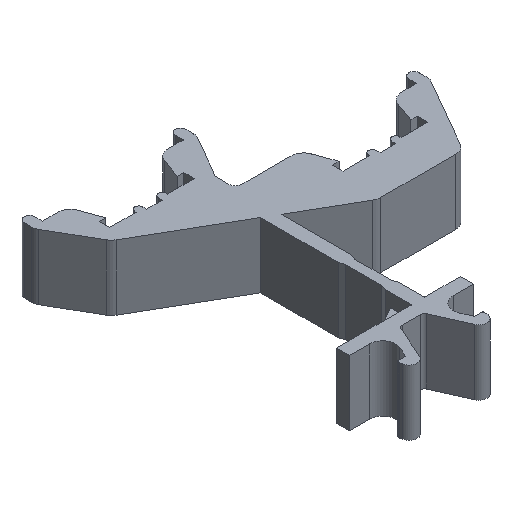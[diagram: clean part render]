
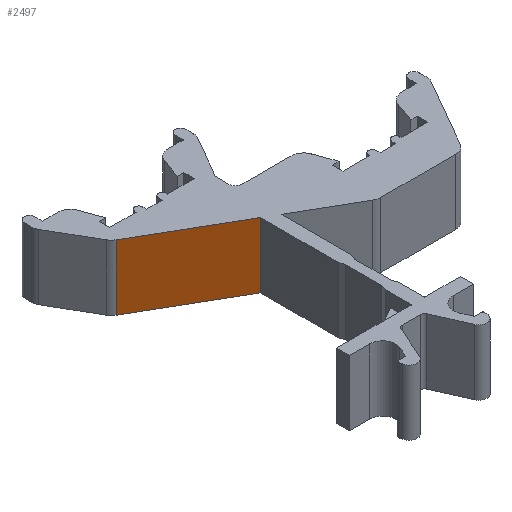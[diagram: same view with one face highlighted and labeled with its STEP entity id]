
A CAD part, isometric view. The second image highlights one B-rep face of the part: STEP entity #2497.
In plain terms, the highlighted planar face has unit normal (-0.5, -0.866, 0).
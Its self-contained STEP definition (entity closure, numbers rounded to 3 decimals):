
#509=DIRECTION('',(0.866,-0.5,0.));
#510=VECTOR('',#509,8.108);
#511=CARTESIAN_POINT('',(-6.022,7.332,2.5));
#512=LINE('',#511,#510);
#513=DIRECTION('',(0.866,-0.5,0.));
#514=VECTOR('',#513,8.108);
#515=CARTESIAN_POINT('',(-6.022,7.332,-2.5));
#516=LINE('',#515,#514);
#517=DIRECTION('',(0.,0.,1.));
#518=VECTOR('',#517,5.);
#519=CARTESIAN_POINT('',(-6.022,7.332,-2.5));
#520=LINE('',#519,#518);
#529=DIRECTION('',(0.,0.,1.));
#530=VECTOR('',#529,5.);
#531=CARTESIAN_POINT('',(1.,3.278,-2.5));
#532=LINE('',#531,#530);
#1471=CARTESIAN_POINT('',(-6.022,7.332,2.5));
#1472=VERTEX_POINT('',#1471);
#1473=CARTESIAN_POINT('',(-6.022,7.332,-2.5));
#1474=VERTEX_POINT('',#1473);
#1475=CARTESIAN_POINT('',(1.,3.278,2.5));
#1476=VERTEX_POINT('',#1475);
#1477=CARTESIAN_POINT('',(1.,3.278,-2.5));
#1478=VERTEX_POINT('',#1477);
#2484=CARTESIAN_POINT('',(-6.022,7.332,-3.));
#2485=DIRECTION('',(-0.5,-0.866,0.));
#2486=DIRECTION('',(0.866,-0.5,0.));
#2487=AXIS2_PLACEMENT_3D('',#2484,#2485,#2486);
#2488=PLANE('',#2487);
#2489=ORIENTED_EDGE('',*,*,#1873,.T.);
#2491=ORIENTED_EDGE('',*,*,#2490,.F.);
#2493=ORIENTED_EDGE('',*,*,#2492,.F.);
#2494=ORIENTED_EDGE('',*,*,#2476,.T.);
#2495=EDGE_LOOP('',(#2489,#2491,#2493,#2494));
#2496=FACE_OUTER_BOUND('',#2495,.F.);
#1873=EDGE_CURVE('',#1472,#1476,#512,.T.);
#2476=EDGE_CURVE('',#1474,#1472,#520,.T.);
#2490=EDGE_CURVE('',#1478,#1476,#532,.T.);
#2492=EDGE_CURVE('',#1474,#1478,#516,.T.);
#2497=ADVANCED_FACE('',(#2496),#2488,.T.);
